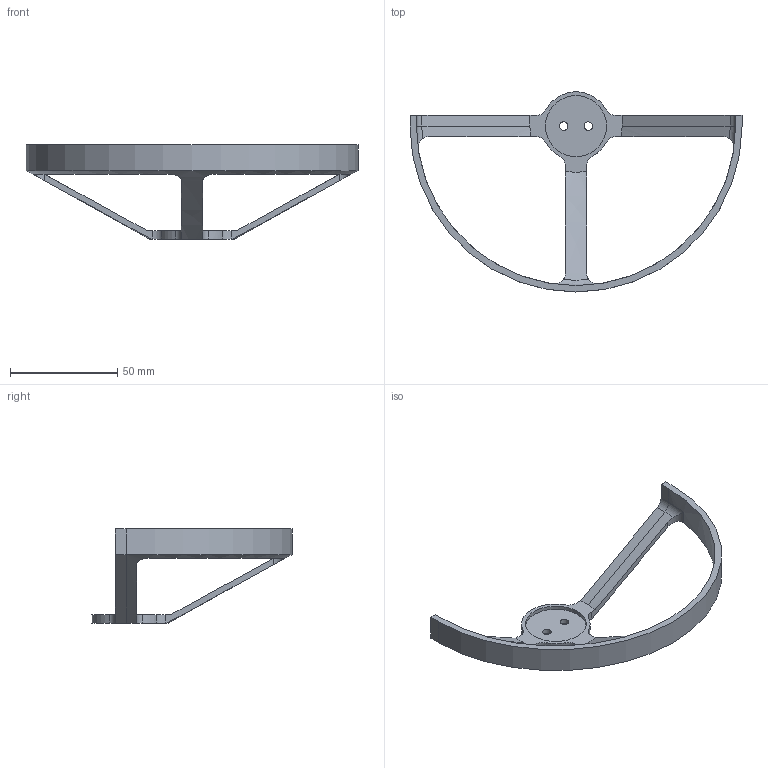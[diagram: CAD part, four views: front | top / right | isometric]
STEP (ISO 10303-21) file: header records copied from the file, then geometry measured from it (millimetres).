
FILE_DESCRIPTION(('CATIA V5 STEP Exchange'),'2;1');
FILE_NAME('prop_protection_3k.stp','2018-06-28T10:24:57+00:00',('none'),('none'),'CATIA Version 5 Release 20 GA (IN-10)','CATIA V5 STEP AP203','none');
FILE_SCHEMA(('CONFIG_CONTROL_DESIGN'));
Length unit declared in the file: millimetre
Products named in the file (1): Zascita
Bounding box: 155 x 93.45 x 44 mm (x, y, z)
Volume: 17200.5 mm3; surface area: 15112.2 mm2
Topology: 1 solids, 1 shells, 48 faces, 142 edges, 93 vertices
Faces by surface type: cylinder 23, plane 18, cone 4, torus 3
Entity records: 1766 total; most frequent: CARTESIAN_POINT 505, ORIENTED_EDGE 284, DIRECTION 199, EDGE_CURVE 142, VERTEX_POINT 93, AXIS2_PLACEMENT_3D 89, VECTOR 70, LINE 70
